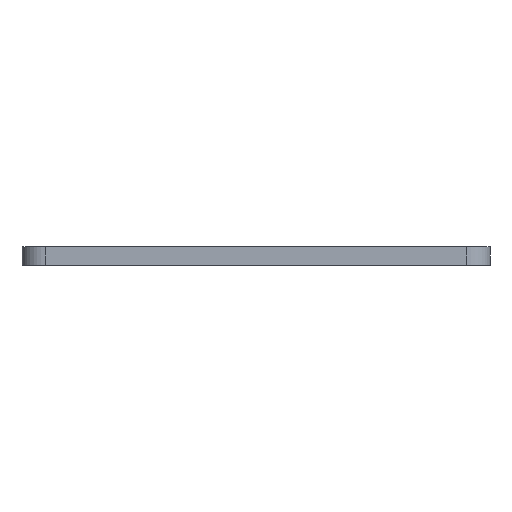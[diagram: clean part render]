
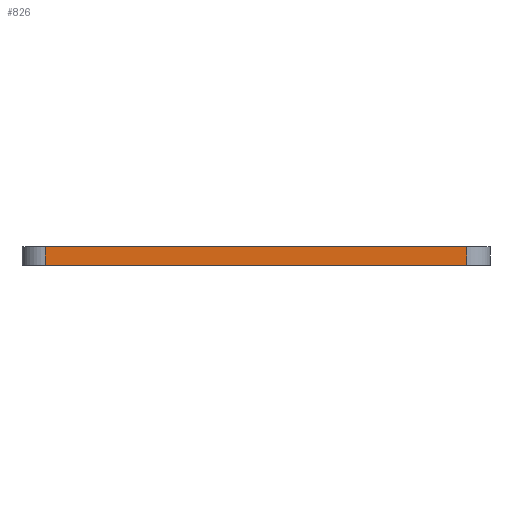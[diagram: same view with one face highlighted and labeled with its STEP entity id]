
A CAD part, left-side view. The second image highlights one B-rep face of the part: STEP entity #826.
In plain terms, the highlighted planar face has unit normal (-1, 0, 0).
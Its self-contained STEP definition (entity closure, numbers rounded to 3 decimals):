
#117=CARTESIAN_POINT('Vertex',(-90.,90.,8.)) ;
#120=CARTESIAN_POINT('Line Origine',(-90.,0.,8.)) ;
#124=CARTESIAN_POINT('Vertex',(-90.,-90.,8.)) ;
#788=CARTESIAN_POINT('Vertex',(-90.,90.,0.)) ;
#791=CARTESIAN_POINT('Line Origine',(-90.,90.,4.)) ;
#803=CARTESIAN_POINT('Axis2P3D Location',(-90.,-90.,0.)) ;
#808=CARTESIAN_POINT('Line Origine',(-90.,0.,0.)) ;
#812=CARTESIAN_POINT('Vertex',(-90.,-90.,0.)) ;
#815=CARTESIAN_POINT('Line Origine',(-90.,-90.,4.)) ;
#122=VECTOR('Line Direction',#121,1.) ;
#793=VECTOR('Line Direction',#792,1.) ;
#810=VECTOR('Line Direction',#809,1.) ;
#817=VECTOR('Line Direction',#816,1.) ;
#121=DIRECTION('Vector Direction',(0.,1.,0.)) ;
#792=DIRECTION('Vector Direction',(0.,0.,1.)) ;
#804=DIRECTION('Axis2P3D Direction',(1.,0.,0.)) ;
#805=DIRECTION('Axis2P3D XDirection',(0.,1.,0.)) ;
#809=DIRECTION('Vector Direction',(0.,1.,0.)) ;
#816=DIRECTION('Vector Direction',(0.,0.,1.)) ;
#806=AXIS2_PLACEMENT_3D('Plane Axis2P3D',#803,#804,#805) ;
#123=LINE('Line',#120,#122) ;
#794=LINE('Line',#791,#793) ;
#811=LINE('Line',#808,#810) ;
#818=LINE('Line',#815,#817) ;
#807=PLANE('',#806) ;
#126=EDGE_CURVE('',#118,#125,#123,.F.) ;
#795=EDGE_CURVE('',#789,#118,#794,.T.) ;
#814=EDGE_CURVE('',#789,#813,#811,.F.) ;
#819=EDGE_CURVE('',#813,#125,#818,.T.) ;
#821=ORIENTED_EDGE('',*,*,#795,.F.) ;
#822=ORIENTED_EDGE('',*,*,#814,.T.) ;
#823=ORIENTED_EDGE('',*,*,#819,.T.) ;
#824=ORIENTED_EDGE('',*,*,#126,.F.) ;
#820=EDGE_LOOP('',(#821,#822,#823,#824)) ;
#118=VERTEX_POINT('',#117) ;
#125=VERTEX_POINT('',#124) ;
#789=VERTEX_POINT('',#788) ;
#813=VERTEX_POINT('',#812) ;
#826=ADVANCED_FACE('Corps principal',(#825),#807,.F.) ;
#825=FACE_OUTER_BOUND('',#820,.T.) ;
